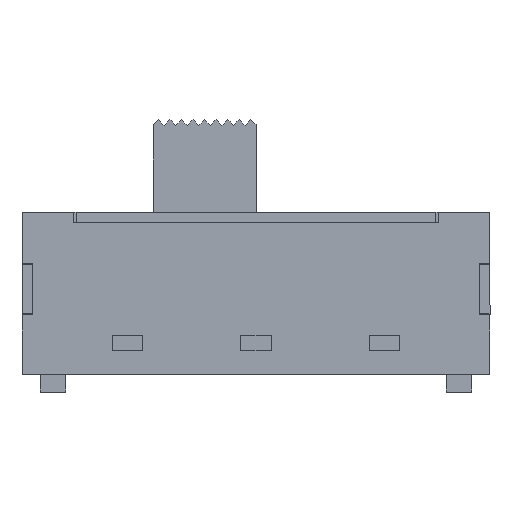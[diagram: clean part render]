
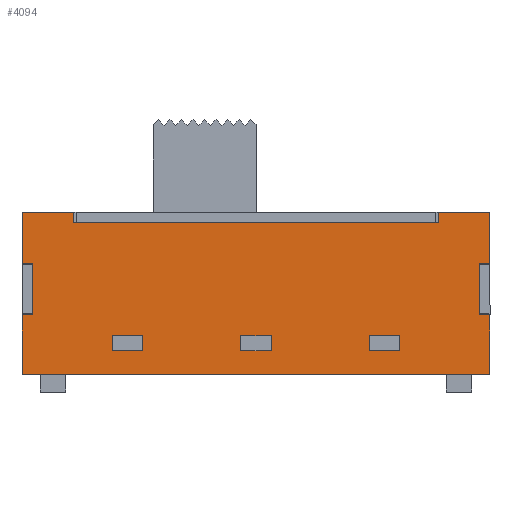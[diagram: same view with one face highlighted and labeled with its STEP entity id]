
A CAD part, top view. The second image highlights one B-rep face of the part: STEP entity #4094.
In plain terms, the highlighted planar face has unit normal (0, 0, 1).
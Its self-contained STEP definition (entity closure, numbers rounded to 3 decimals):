
#166 = CARTESIAN_POINT ( 'NONE',  ( 3.55, 0.2, 1.75 ) ) ;
#234 = EDGE_CURVE ( 'NONE', #1185, #2309, #2818, .T. ) ;
#261 = CARTESIAN_POINT ( 'NONE',  ( -4.55, -3.3, 1.75 ) ) ;
#277 = CARTESIAN_POINT ( 'NONE',  ( -4.35, -0.8, 1.75 ) ) ;
#282 = CARTESIAN_POINT ( 'NONE',  ( 4.55, -3.3, 1.75 ) ) ;
#514 = CARTESIAN_POINT ( 'NONE',  ( 4.55, -0.8, 1.75 ) ) ;
#608 = ORIENTED_EDGE ( 'NONE', *, *, #1208, .F. ) ;
#627 = VECTOR ( 'NONE', #1679, 1000. ) ;
#654 = LINE ( 'NONE', #3976, #5181 ) ;
#675 = CARTESIAN_POINT ( 'NONE',  ( -4.55, -2.95, 1.75 ) ) ;
#835 = LINE ( 'NONE', #2281, #1037 ) ;
#861 = EDGE_CURVE ( 'NONE', #5493, #3877, #835, .T. ) ;
#879 = LINE ( 'NONE', #3258, #1150 ) ;
#899 = ORIENTED_EDGE ( 'NONE', *, *, #4524, .T. ) ;
#901 = CARTESIAN_POINT ( 'NONE',  ( -4.35, -1.8, 1.75 ) ) ;
#919 = VECTOR ( 'NONE', #1895, 1000. ) ;
#966 = CARTESIAN_POINT ( 'NONE',  ( 4.35, -1.8, 1.75 ) ) ;
#969 = ORIENTED_EDGE ( 'NONE', *, *, #3443, .F. ) ;
#1037 = VECTOR ( 'NONE', #4200, 1000. ) ;
#1088 = DIRECTION ( 'NONE',  ( 0., 0., 1. ) ) ;
#1093 = VERTEX_POINT ( 'NONE', #3702 ) ;
#1097 = CARTESIAN_POINT ( 'NONE',  ( -3.55, 0., 1.75 ) ) ;
#1150 = VECTOR ( 'NONE', #1813, 1000. ) ;
#1185 = VERTEX_POINT ( 'NONE', #3901 ) ;
#1208 = EDGE_CURVE ( 'NONE', #3282, #5111, #5473, .T. ) ;
#1312 = ORIENTED_EDGE ( 'NONE', *, *, #4841, .T. ) ;
#1417 = VECTOR ( 'NONE', #3529, 1000. ) ;
#1461 = LINE ( 'NONE', #3407, #919 ) ;
#1562 = ORIENTED_EDGE ( 'NONE', *, *, #2304, .F. ) ;
#1578 = CARTESIAN_POINT ( 'NONE',  ( 4.55, -3.3, 1.75 ) ) ;
#1592 = VERTEX_POINT ( 'NONE', #1097 ) ;
#1597 = EDGE_CURVE ( 'NONE', #3896, #2309, #3034, .T. ) ;
#1618 = LINE ( 'NONE', #166, #627 ) ;
#1660 = EDGE_CURVE ( 'NONE', #5156, #5493, #4434, .T. ) ;
#1679 = DIRECTION ( 'NONE',  ( 0., -1., 0. ) ) ;
#1709 = LINE ( 'NONE', #261, #1417 ) ;
#1744 = ORIENTED_EDGE ( 'NONE', *, *, #861, .F. ) ;
#1774 = CARTESIAN_POINT ( 'NONE',  ( 3.55, 0., 1.75 ) ) ;
#1777 = EDGE_CURVE ( 'NONE', #3877, #1592, #1461, .T. ) ;
#1813 = DIRECTION ( 'NONE',  ( 1., 0., 0. ) ) ;
#1825 = VECTOR ( 'NONE', #3914, 1000. ) ;
#1858 = EDGE_CURVE ( 'NONE', #3282, #2866, #1618, .T. ) ;
#1895 = DIRECTION ( 'NONE',  ( 0., -1., 0. ) ) ;
#1953 = CARTESIAN_POINT ( 'NONE',  ( 3.55, 0.2, 1.75 ) ) ;
#1964 = ORIENTED_EDGE ( 'NONE', *, *, #3991, .T. ) ;
#1984 = LINE ( 'NONE', #3399, #5162 ) ;
#1992 = ORIENTED_EDGE ( 'NONE', *, *, #1858, .T. ) ;
#2023 = VECTOR ( 'NONE', #6078, 1000. ) ;
#2042 = VECTOR ( 'NONE', #3601, 1000. ) ;
#2065 = EDGE_CURVE ( 'NONE', #4792, #3902, #1984, .T. ) ;
#2281 = CARTESIAN_POINT ( 'NONE',  ( -4.55, 0.2, 1.75 ) ) ;
#2304 = EDGE_CURVE ( 'NONE', #4596, #5156, #4871, .T. ) ;
#2309 = VERTEX_POINT ( 'NONE', #2374 ) ;
#2374 = CARTESIAN_POINT ( 'NONE',  ( 4.55, -1.8, 1.75 ) ) ;
#2453 = EDGE_CURVE ( 'NONE', #3902, #5111, #2659, .T. ) ;
#2454 = CARTESIAN_POINT ( 'NONE',  ( -4.35, -1.8, 1.75 ) ) ;
#2556 = ORIENTED_EDGE ( 'NONE', *, *, #1597, .F. ) ;
#2629 = LINE ( 'NONE', #3576, #2650 ) ;
#2650 = VECTOR ( 'NONE', #3602, 1000. ) ;
#2659 = LINE ( 'NONE', #1578, #2042 ) ;
#2818 = LINE ( 'NONE', #282, #4868 ) ;
#2866 = VERTEX_POINT ( 'NONE', #1774 ) ;
#2949 = VECTOR ( 'NONE', #5505, 1000. ) ;
#3014 = CARTESIAN_POINT ( 'NONE',  ( 4.55, 0.2, 1.75 ) ) ;
#3028 = DIRECTION ( 'NONE',  ( 1., 0., 0. ) ) ;
#3034 = LINE ( 'NONE', #5024, #2949 ) ;
#3108 = ORIENTED_EDGE ( 'NONE', *, *, #234, .T. ) ;
#3112 = LINE ( 'NONE', #277, #4579 ) ;
#3258 = CARTESIAN_POINT ( 'NONE',  ( -4.55, -2.95, 1.75 ) ) ;
#3282 = VERTEX_POINT ( 'NONE', #1953 ) ;
#3287 = ORIENTED_EDGE ( 'NONE', *, *, #2453, .T. ) ;
#3394 = DIRECTION ( 'NONE',  ( -1., 0., 0. ) ) ;
#3399 = CARTESIAN_POINT ( 'NONE',  ( 4.35, -0.8, 1.75 ) ) ;
#3407 = CARTESIAN_POINT ( 'NONE',  ( -3.55, 0.2, 1.75 ) ) ;
#3443 = EDGE_CURVE ( 'NONE', #4792, #3896, #2629, .T. ) ;
#3529 = DIRECTION ( 'NONE',  ( 0., 1., 0. ) ) ;
#3576 = CARTESIAN_POINT ( 'NONE',  ( 4.35, -0.8, 1.75 ) ) ;
#3601 = DIRECTION ( 'NONE',  ( 0., 1., 0. ) ) ;
#3602 = DIRECTION ( 'NONE',  ( 0., -1., 0. ) ) ;
#3702 = CARTESIAN_POINT ( 'NONE',  ( -4.55, -1.8, 1.75 ) ) ;
#3877 = VERTEX_POINT ( 'NONE', #5309 ) ;
#3896 = VERTEX_POINT ( 'NONE', #966 ) ;
#3901 = CARTESIAN_POINT ( 'NONE',  ( 4.55, -2.95, 1.75 ) ) ;
#3902 = VERTEX_POINT ( 'NONE', #514 ) ;
#3914 = DIRECTION ( 'NONE',  ( -1., 0., 0. ) ) ;
#3976 = CARTESIAN_POINT ( 'NONE',  ( 4.55, 0., 1.75 ) ) ;
#3991 = EDGE_CURVE ( 'NONE', #5311, #1093, #5364, .T. ) ;
#3993 = DIRECTION ( 'NONE',  ( 1., 0., 0. ) ) ;
#4061 = FACE_OUTER_BOUND ( 'NONE', #4849, .T. ) ;
#4073 = EDGE_CURVE ( 'NONE', #1592, #2866, #654, .T. ) ;
#4094 = ADVANCED_FACE ( 'NONE', ( #4061 ), #4987, .T. ) ;
#4116 = CARTESIAN_POINT ( 'NONE',  ( -4.55, 0.2, 1.75 ) ) ;
#4200 = DIRECTION ( 'NONE',  ( 1., 0., 0. ) ) ;
#4316 = CARTESIAN_POINT ( 'NONE',  ( -4.35, -0.8, 1.75 ) ) ;
#4415 = CARTESIAN_POINT ( 'NONE',  ( 4.35, -0.8, 1.75 ) ) ;
#4423 = VERTEX_POINT ( 'NONE', #675 ) ;
#4434 = LINE ( 'NONE', #6177, #2023 ) ;
#4503 = CARTESIAN_POINT ( 'NONE',  ( 4.55, -3.3, 1.75 ) ) ;
#4524 = EDGE_CURVE ( 'NONE', #4423, #1185, #879, .T. ) ;
#4579 = VECTOR ( 'NONE', #5033, 1000. ) ;
#4596 = VERTEX_POINT ( 'NONE', #5110 ) ;
#4792 = VERTEX_POINT ( 'NONE', #4415 ) ;
#4841 = EDGE_CURVE ( 'NONE', #4596, #5311, #3112, .T. ) ;
#4843 = DIRECTION ( 'NONE',  ( 1., 0., 0. ) ) ;
#4849 = EDGE_LOOP ( 'NONE', ( #899, #3108, #2556, #969, #5985, #3287, #608, #1992, #5810, #5092, #1744, #4876, #1562, #1312, #1964, #5104 ) ) ;
#4868 = VECTOR ( 'NONE', #6122, 1000. ) ;
#4871 = LINE ( 'NONE', #4316, #5961 ) ;
#4876 = ORIENTED_EDGE ( 'NONE', *, *, #1660, .F. ) ;
#4987 = PLANE ( 'NONE',  #6149 ) ;
#5024 = CARTESIAN_POINT ( 'NONE',  ( 4.35, -1.8, 1.75 ) ) ;
#5033 = DIRECTION ( 'NONE',  ( 0., -1., 0. ) ) ;
#5092 = ORIENTED_EDGE ( 'NONE', *, *, #1777, .F. ) ;
#5104 = ORIENTED_EDGE ( 'NONE', *, *, #5416, .F. ) ;
#5110 = CARTESIAN_POINT ( 'NONE',  ( -4.35, -0.8, 1.75 ) ) ;
#5111 = VERTEX_POINT ( 'NONE', #5807 ) ;
#5156 = VERTEX_POINT ( 'NONE', #5773 ) ;
#5162 = VECTOR ( 'NONE', #4843, 1000. ) ;
#5181 = VECTOR ( 'NONE', #5496, 1000. ) ;
#5309 = CARTESIAN_POINT ( 'NONE',  ( -3.55, 0.2, 1.75 ) ) ;
#5311 = VERTEX_POINT ( 'NONE', #2454 ) ;
#5364 = LINE ( 'NONE', #901, #1825 ) ;
#5416 = EDGE_CURVE ( 'NONE', #4423, #1093, #1709, .T. ) ;
#5473 = LINE ( 'NONE', #3014, #5950 ) ;
#5493 = VERTEX_POINT ( 'NONE', #4116 ) ;
#5496 = DIRECTION ( 'NONE',  ( 1., 0., 0. ) ) ;
#5505 = DIRECTION ( 'NONE',  ( 1., 0., 0. ) ) ;
#5773 = CARTESIAN_POINT ( 'NONE',  ( -4.55, -0.8, 1.75 ) ) ;
#5807 = CARTESIAN_POINT ( 'NONE',  ( 4.55, 0.2, 1.75 ) ) ;
#5810 = ORIENTED_EDGE ( 'NONE', *, *, #4073, .F. ) ;
#5950 = VECTOR ( 'NONE', #3993, 1000. ) ;
#5961 = VECTOR ( 'NONE', #3394, 1000. ) ;
#5985 = ORIENTED_EDGE ( 'NONE', *, *, #2065, .T. ) ;
#6078 = DIRECTION ( 'NONE',  ( 0., 1., 0. ) ) ;
#6122 = DIRECTION ( 'NONE',  ( 0., 1., 0. ) ) ;
#6149 = AXIS2_PLACEMENT_3D ( 'NONE', #4503, #1088, #3028 ) ;
#6177 = CARTESIAN_POINT ( 'NONE',  ( -4.55, -3.3, 1.75 ) ) ;
